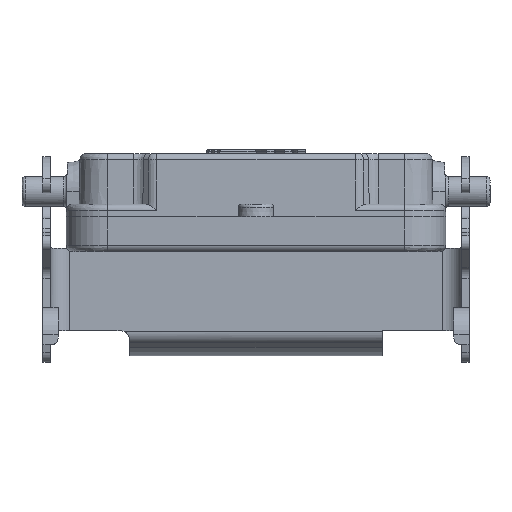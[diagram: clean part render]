
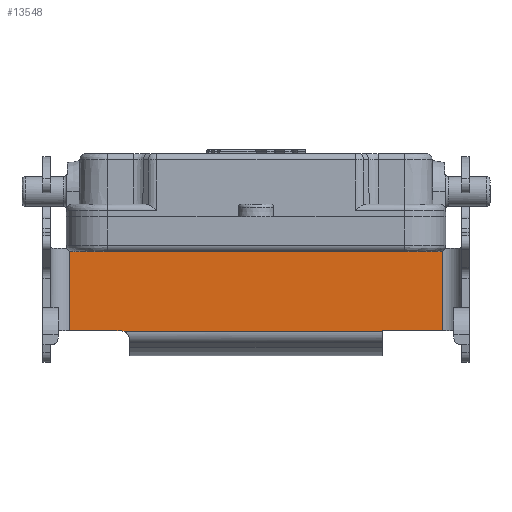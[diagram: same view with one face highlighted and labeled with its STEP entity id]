
A CAD part, front view. The second image highlights one B-rep face of the part: STEP entity #13548.
In plain terms, the highlighted planar face has unit normal (0, -1, 0).
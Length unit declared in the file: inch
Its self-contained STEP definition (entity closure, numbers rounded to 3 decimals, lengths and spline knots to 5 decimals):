
#1 = DIRECTION ( 'NONE',  ( 1., 0., 0. ) ) ;
#233 = DIRECTION ( 'NONE',  ( 0., 0., -1. ) ) ;
#559 = DIRECTION ( 'NONE',  ( 0., 0., 1. ) ) ;
#1229 = CARTESIAN_POINT ( 'NONE',  ( 0.25591, 0.99213, -0.11811 ) ) ;
#1338 = VERTEX_POINT ( 'NONE', #8911 ) ;
#1480 = CARTESIAN_POINT ( 'NONE',  ( -1.07087, 0.99213, -0.62992 ) ) ;
#1546 = ORIENTED_EDGE ( 'NONE', *, *, #9738, .T. ) ;
#1979 = CARTESIAN_POINT ( 'NONE',  ( -0.56461, 0.99213, -0.63592 ) ) ;
#2385 = VECTOR ( 'NONE', #6630, 39.37008 ) ;
#2472 = EDGE_CURVE ( 'NONE', #1338, #13290, #11605, .T. ) ;
#2775 = CARTESIAN_POINT ( 'NONE',  ( 1.04331, 0.99213, -0.05905 ) ) ;
#3004 = CARTESIAN_POINT ( 'NONE',  ( -0.90551, 0.99213, -0.65321 ) ) ;
#3175 = CARTESIAN_POINT ( 'NONE',  ( 0.25591, 0.99213, -0.63592 ) ) ;
#3402 = EDGE_CURVE ( 'NONE', #1338, #11268, #9012, .T. ) ;
#3425 = CARTESIAN_POINT ( 'NONE',  ( 1.04331, 0.99213, -0.62992 ) ) ;
#3600 = LINE ( 'NONE', #7819, #6118 ) ;
#3740 = DIRECTION ( 'NONE',  ( 1., 0., 0. ) ) ;
#3939 = VECTOR ( 'NONE', #1, 39.37008 ) ;
#4017 = VERTEX_POINT ( 'NONE', #6897 ) ;
#4112 = VECTOR ( 'NONE', #559, 39.37008 ) ;
#4504 = VERTEX_POINT ( 'NONE', #7779 ) ;
#4711 = VERTEX_POINT ( 'NONE', #10659 ) ;
#4980 = VECTOR ( 'NONE', #7711, 39.37008 ) ;
#5347 = EDGE_CURVE ( 'NONE', #4504, #4711, #11733, .T. ) ;
#5498 = FACE_OUTER_BOUND ( 'NONE', #9926, .T. ) ;
#5588 = ORIENTED_EDGE ( 'NONE', *, *, #3402, .F. ) ;
#6008 = ORIENTED_EDGE ( 'NONE', *, *, #5347, .T. ) ;
#6049 = DIRECTION ( 'NONE',  ( 0., 0., -1. ) ) ;
#6118 = VECTOR ( 'NONE', #3740, 39.37008 ) ;
#6135 = CARTESIAN_POINT ( 'NONE',  ( -0.57279, 0.99213, -0.63192 ) ) ;
#6211 = CARTESIAN_POINT ( 'NONE',  ( 1.04331, 0.99213, -0.63592 ) ) ;
#6371 = CARTESIAN_POINT ( 'NONE',  ( 1.41732, 0.99213, -0.65321 ) ) ;
#6630 = DIRECTION ( 'NONE',  ( -1., 0., 0. ) ) ;
#6728 = CARTESIAN_POINT ( 'NONE',  ( 0.25591, 0.99213, -0.62992 ) ) ;
#6897 = CARTESIAN_POINT ( 'NONE',  ( -0.90551, 0.99213, -0.62992 ) ) ;
#6906 = AXIS2_PLACEMENT_3D ( 'NONE', #6728, #9701, #233 ) ;
#7322 = CARTESIAN_POINT ( 'NONE',  ( -0.59055, 0.99213, -0.62992 ) ) ;
#7542 = CARTESIAN_POINT ( 'NONE',  ( 1.41732, 0.99213, -0.11811 ) ) ;
#7711 = DIRECTION ( 'NONE',  ( -1., 0., 0. ) ) ;
#7779 = CARTESIAN_POINT ( 'NONE',  ( -0.59055, 0.99213, -0.62992 ) ) ;
#7819 = CARTESIAN_POINT ( 'NONE',  ( 0.25591, 0.99213, -0.62992 ) ) ;
#8109 = CARTESIAN_POINT ( 'NONE',  ( -0.90551, 0.99213, -0.11811 ) ) ;
#8254 = ORIENTED_EDGE ( 'NONE', *, *, #12589, .T. ) ;
#8294 = EDGE_CURVE ( 'NONE', #4017, #4504, #3600, .T. ) ;
#8423 = PLANE ( 'NONE',  #6906 ) ;
#8440 = ORIENTED_EDGE ( 'NONE', *, *, #10665, .T. ) ;
#8911 = CARTESIAN_POINT ( 'NONE',  ( 1.41732, 0.99213, -0.62992 ) ) ;
#9012 = LINE ( 'NONE', #1480, #4980 ) ;
#9060 = VECTOR ( 'NONE', #11744, 39.37008 ) ;
#9465 = LINE ( 'NONE', #3175, #3939 ) ;
#9701 = DIRECTION ( 'NONE',  ( 0., -1., 0. ) ) ;
#9738 = EDGE_CURVE ( 'NONE', #4711, #10108, #9465, .T. ) ;
#9864 = EDGE_CURVE ( 'NONE', #13290, #13656, #12980, .T. ) ;
#9926 = EDGE_LOOP ( 'NONE', ( #12449, #12490, #8254, #9969, #6008, #1546, #8440, #5588 ) ) ;
#9969 = ORIENTED_EDGE ( 'NONE', *, *, #8294, .T. ) ;
#10103 = LINE ( 'NONE', #2775, #4112 ) ;
#10108 = VERTEX_POINT ( 'NONE', #6211 ) ;
#10256 = CARTESIAN_POINT ( 'NONE',  ( -0.58144, 0.99213, -0.62992 ) ) ;
#10659 = CARTESIAN_POINT ( 'NONE',  ( -0.56461, 0.99213, -0.63592 ) ) ;
#10665 = EDGE_CURVE ( 'NONE', #10108, #11268, #10103, .T. ) ;
#11268 = VERTEX_POINT ( 'NONE', #3425 ) ;
#11605 = LINE ( 'NONE', #6371, #9060 ) ;
#11733 = B_SPLINE_CURVE_WITH_KNOTS ( 'NONE', 3,
 ( #7322, #10256, #6135, #1979 ),
 .UNSPECIFIED., .F., .F.,
 ( 4, 4 ),
 ( 0., 1. ),
 .UNSPECIFIED. ) ;
#11744 = DIRECTION ( 'NONE',  ( 0., 0., 1. ) ) ;
#12449 = ORIENTED_EDGE ( 'NONE', *, *, #2472, .T. ) ;
#12490 = ORIENTED_EDGE ( 'NONE', *, *, #9864, .T. ) ;
#12532 = VECTOR ( 'NONE', #6049, 39.37008 ) ;
#12589 = EDGE_CURVE ( 'NONE', #13656, #4017, #13437, .T. ) ;
#12980 = LINE ( 'NONE', #1229, #2385 ) ;
#13290 = VERTEX_POINT ( 'NONE', #7542 ) ;
#13437 = LINE ( 'NONE', #3004, #12532 ) ;
#13548 = ADVANCED_FACE ( 'NONE', ( #5498 ), #8423, .T. ) ;
#13656 = VERTEX_POINT ( 'NONE', #8109 ) ;
